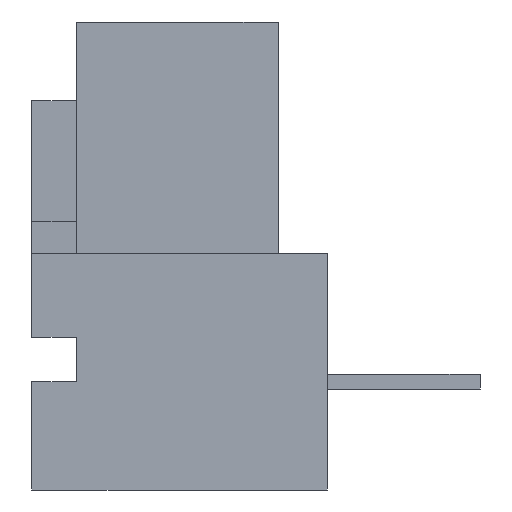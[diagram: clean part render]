
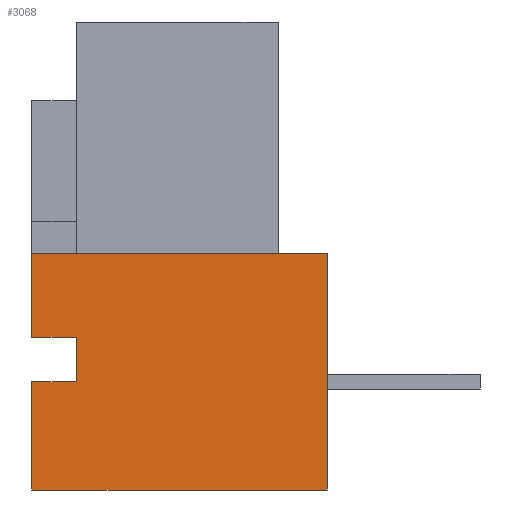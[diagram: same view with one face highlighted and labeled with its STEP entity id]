
A CAD part, left-side view. The second image highlights one B-rep face of the part: STEP entity #3068.
In plain terms, the highlighted planar face has unit normal (-1, 0, 0).
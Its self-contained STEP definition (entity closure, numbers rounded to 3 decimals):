
#1258 = CARTESIAN_POINT ( 'NONE',  ( -8.75, 5., -6.4 ) ) ;
#1400 = CARTESIAN_POINT ( 'NONE',  ( -8.75, 4.1, -7.3 ) ) ;
#1401 = DIRECTION ( 'NONE',  ( 0., 0., 1. ) ) ;
#1402 = VECTOR ( 'NONE', #1401, 1000. ) ;
#1403 = CARTESIAN_POINT ( 'NONE',  ( -8.75, 4.1, -6.4 ) ) ;
#1404 = LINE ( 'NONE', #1403, #1402 ) ;
#1503 = VERTEX_POINT ( 'NONE', #1258 ) ;
#1565 = EDGE_CURVE ( 'NONE', #1566, #3195, #1404, .T. ) ;
#1566 = VERTEX_POINT ( 'NONE', #1400 ) ;
#2069 = CARTESIAN_POINT ( 'NONE',  ( -8.75, -1., -4.7 ) ) ;
#2091 = DIRECTION ( 'NONE',  ( 0., -1., 0. ) ) ;
#2092 = VECTOR ( 'NONE', #2091, 1000. ) ;
#2093 = CARTESIAN_POINT ( 'NONE',  ( -8.75, 5., -4.7 ) ) ;
#2094 = LINE ( 'NONE', #2093, #2092 ) ;
#2227 = CARTESIAN_POINT ( 'NONE',  ( -8.75, 5., -7.3 ) ) ;
#2338 = CARTESIAN_POINT ( 'NONE',  ( -8.75, 5., -9.5 ) ) ;
#2344 = DIRECTION ( 'NONE',  ( 0., 0., 1. ) ) ;
#2345 = VECTOR ( 'NONE', #2344, 1000. ) ;
#2346 = CARTESIAN_POINT ( 'NONE',  ( -8.75, 5., -9.5 ) ) ;
#2347 = LINE ( 'NONE', #2346, #2345 ) ;
#2955 = EDGE_CURVE ( 'NONE', #3195, #1503, #3772, .T. ) ;
#2958 = EDGE_CURVE ( 'NONE', #1503, #2963, #3763, .T. ) ;
#2963 = VERTEX_POINT ( 'NONE', #3758 ) ;
#3038 = EDGE_CURVE ( 'NONE', #4623, #1566, #3934, .T. ) ;
#3042 = EDGE_CURVE ( 'NONE', #3050, #4649, #3991, .T. ) ;
#3050 = VERTEX_POINT ( 'NONE', #3983 ) ;
#3054 = ORIENTED_EDGE ( 'NONE', *, *, #3042, .F. ) ;
#3055 = ORIENTED_EDGE ( 'NONE', *, *, #3070, .F. ) ;
#3056 = ORIENTED_EDGE ( 'NONE', *, *, #4581, .F. ) ;
#3057 = ORIENTED_EDGE ( 'NONE', *, *, #4644, .F. ) ;
#3058 = ORIENTED_EDGE ( 'NONE', *, *, #2958, .F. ) ;
#3059 = ORIENTED_EDGE ( 'NONE', *, *, #3038, .F. ) ;
#3060 = ORIENTED_EDGE ( 'NONE', *, *, #2955, .F. ) ;
#3061 = ORIENTED_EDGE ( 'NONE', *, *, #1565, .F. ) ;
#3062 = EDGE_LOOP ( 'NONE', ( #3058, #3060, #3061, #3059, #3057, #3054, #3055, #3056 ) ) ;
#3068 = ADVANCED_FACE ( 'NONE', ( #4012 ), #3996, .T. ) ;
#3070 = EDGE_CURVE ( 'NONE', #4569, #3050, #4048, .T. ) ;
#3195 = VERTEX_POINT ( 'NONE', #4508 ) ;
#3758 = CARTESIAN_POINT ( 'NONE',  ( -8.75, 5., -4.7 ) ) ;
#3760 = DIRECTION ( 'NONE',  ( 0., 0., 1. ) ) ;
#3761 = VECTOR ( 'NONE', #3760, 1000. ) ;
#3762 = CARTESIAN_POINT ( 'NONE',  ( -8.75, 5., -6.4 ) ) ;
#3763 = LINE ( 'NONE', #3762, #3761 ) ;
#3769 = DIRECTION ( 'NONE',  ( 0., 1., 0. ) ) ;
#3770 = VECTOR ( 'NONE', #3769, 1000. ) ;
#3771 = CARTESIAN_POINT ( 'NONE',  ( -8.75, 5., -6.4 ) ) ;
#3772 = LINE ( 'NONE', #3771, #3770 ) ;
#3931 = DIRECTION ( 'NONE',  ( 0., -1., 0. ) ) ;
#3932 = VECTOR ( 'NONE', #3931, 1000. ) ;
#3933 = CARTESIAN_POINT ( 'NONE',  ( -8.75, 4.1, -7.3 ) ) ;
#3934 = LINE ( 'NONE', #3933, #3932 ) ;
#3983 = CARTESIAN_POINT ( 'NONE',  ( -8.75, -1., -9.5 ) ) ;
#3988 = DIRECTION ( 'NONE',  ( 0., 1., 0. ) ) ;
#3989 = VECTOR ( 'NONE', #3988, 1000. ) ;
#3990 = CARTESIAN_POINT ( 'NONE',  ( -8.75, -1., -9.5 ) ) ;
#3991 = LINE ( 'NONE', #3990, #3989 ) ;
#3996 = PLANE ( 'NONE',  #4051 ) ;
#3997 = CARTESIAN_POINT ( 'NONE',  ( -8.75, 5., -4.7 ) ) ;
#4012 = FACE_OUTER_BOUND ( 'NONE', #3062, .T. ) ;
#4045 = DIRECTION ( 'NONE',  ( 0., 0., -1. ) ) ;
#4046 = VECTOR ( 'NONE', #4045, 1000. ) ;
#4047 = CARTESIAN_POINT ( 'NONE',  ( -8.75, -1., -4.7 ) ) ;
#4048 = LINE ( 'NONE', #4047, #4046 ) ;
#4049 = DIRECTION ( 'NONE',  ( 0., 0., -1. ) ) ;
#4050 = DIRECTION ( 'NONE',  ( -1., 0., 0. ) ) ;
#4051 = AXIS2_PLACEMENT_3D ( 'NONE', #3997, #4050, #4049 ) ;
#4508 = CARTESIAN_POINT ( 'NONE',  ( -8.75, 4.1, -6.4 ) ) ;
#4569 = VERTEX_POINT ( 'NONE', #2069 ) ;
#4581 = EDGE_CURVE ( 'NONE', #2963, #4569, #2094, .T. ) ;
#4623 = VERTEX_POINT ( 'NONE', #2227 ) ;
#4644 = EDGE_CURVE ( 'NONE', #4649, #4623, #2347, .T. ) ;
#4649 = VERTEX_POINT ( 'NONE', #2338 ) ;
